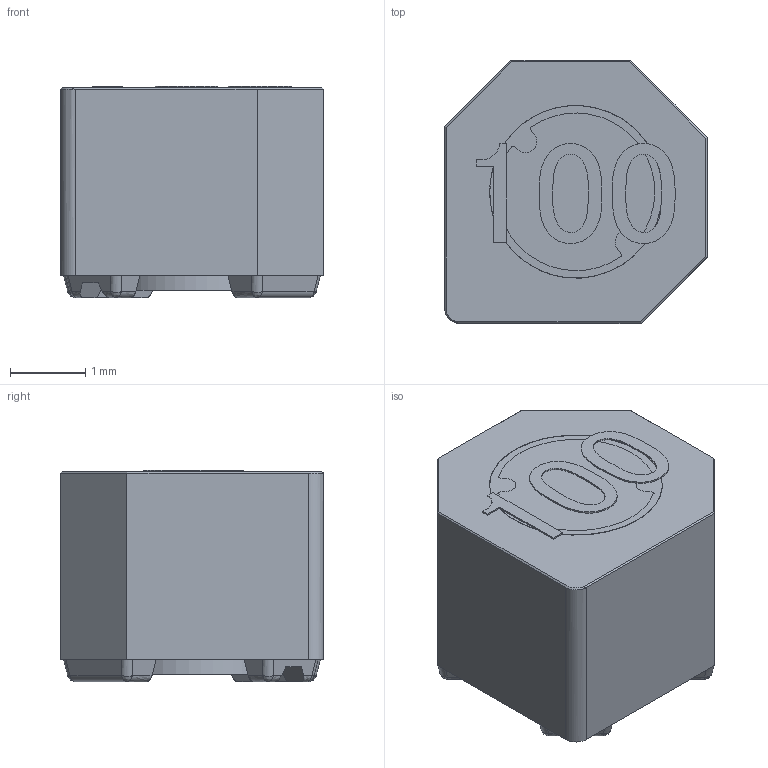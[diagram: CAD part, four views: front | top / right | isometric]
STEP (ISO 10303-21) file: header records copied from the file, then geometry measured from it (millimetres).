
FILE_DESCRIPTION( ('This file contains a STEP AP42 implementation' ,'as created by ZW3D STEP Interface translator.') ,'2;1' );
FILE_NAME( 'ASU3028-L.stp' ,'14 318.10 247', (''), ('ZWCAD Software Co.'), 'Version 1.0', 'ZW3D to STEP translator', '' );
FILE_SCHEMA( ('CONFIG_CONTROL_DESIGN') );
Length unit declared in the file: millimetre
Products named in the file (1): 0
Bounding box: 3.5 x 3.5 x 2.82 mm (x, y, z)
Volume: 24.4 mm3; surface area: 143.1 mm2
Topology: 11 solids, 11 shells, 180 faces, 439 edges, 279 vertices
Faces by surface type: bspline 180
Entity records: 175355 total; most frequent: CARTESIAN_POINT 172759, ORIENTED_EDGE 870, EDGE_CURVE 435, B_SPLINE_CURVE_WITH_KNOTS 316, VERTEX_POINT 279, EDGE_LOOP 188, FACE_OUTER_BOUND 180, ADVANCED_FACE 180
